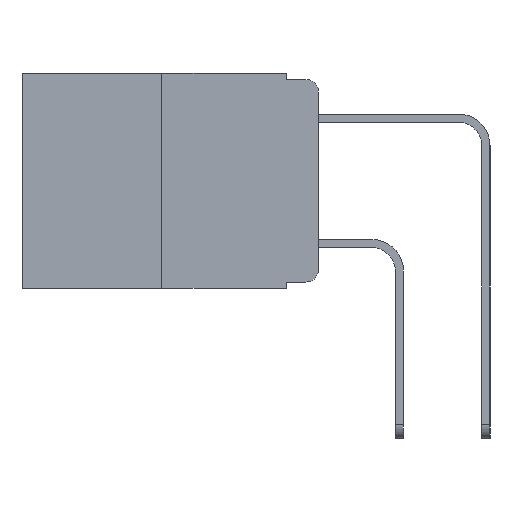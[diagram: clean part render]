
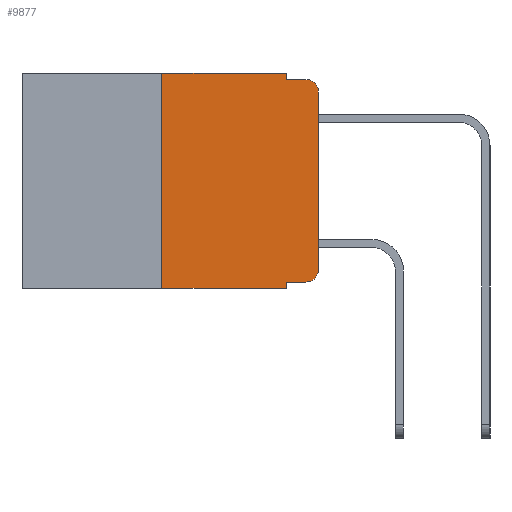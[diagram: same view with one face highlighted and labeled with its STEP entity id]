
A CAD part, left-side view. The second image highlights one B-rep face of the part: STEP entity #9877.
In plain terms, the highlighted planar face has unit normal (-1, 0, 0).
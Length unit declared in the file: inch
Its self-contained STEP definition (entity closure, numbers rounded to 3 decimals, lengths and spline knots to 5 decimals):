
#110 = DIRECTION ( 'NONE',  ( 0., 0., -1. ) ) ;
#293 = DIRECTION ( 'NONE',  ( 0., -1., 0. ) ) ;
#494 = VECTOR ( 'NONE', #15792, 39.37008 ) ;
#937 = CARTESIAN_POINT ( 'NONE',  ( 0., 0., 0. ) ) ;
#1194 = LINE ( 'NONE', #8219, #8082 ) ;
#1295 = DIRECTION ( 'NONE',  ( 1., 0., 0. ) ) ;
#1464 = VECTOR ( 'NONE', #3793, 39.37008 ) ;
#1486 = EDGE_CURVE ( 'NONE', #13111, #16630, #1194, .T. ) ;
#1528 = VECTOR ( 'NONE', #293, 39.37008 ) ;
#1541 = ORIENTED_EDGE ( 'NONE', *, *, #9801, .F. ) ;
#1562 = VECTOR ( 'NONE', #6051, 39.37008 ) ;
#1732 = VERTEX_POINT ( 'NONE', #5999 ) ;
#1840 = AXIS2_PLACEMENT_3D ( 'NONE', #8152, #1295, #10804 ) ;
#2204 = CARTESIAN_POINT ( 'NONE',  ( 0., 0.473, -0.343 ) ) ;
#2365 = DIRECTION ( 'NONE',  ( 0., 0., 1. ) ) ;
#2822 = CARTESIAN_POINT ( 'NONE',  ( 0., 0.051, -0.343 ) ) ;
#2827 = VERTEX_POINT ( 'NONE', #6975 ) ;
#2937 = FACE_OUTER_BOUND ( 'NONE', #9470, .T. ) ;
#3123 = CARTESIAN_POINT ( 'NONE',  ( 0., 0.051, -0.333 ) ) ;
#3125 = CIRCLE ( 'NONE', #10747, 0.02 ) ;
#3284 = CARTESIAN_POINT ( 'NONE',  ( 0., 0.051, -0.01 ) ) ;
#3435 = CARTESIAN_POINT ( 'NONE',  ( 0., 0.02, -0.01 ) ) ;
#3721 = EDGE_CURVE ( 'NONE', #2827, #7011, #3125, .T. ) ;
#3740 = CARTESIAN_POINT ( 'NONE',  ( 0., 0.25, 0. ) ) ;
#3754 = ORIENTED_EDGE ( 'NONE', *, *, #10824, .F. ) ;
#3793 = DIRECTION ( 'NONE',  ( 0., 0., -1. ) ) ;
#4156 = ORIENTED_EDGE ( 'NONE', *, *, #9974, .T. ) ;
#4328 = LINE ( 'NONE', #2204, #11047 ) ;
#4622 = EDGE_CURVE ( 'NONE', #16630, #7011, #8858, .T. ) ;
#5141 = LINE ( 'NONE', #10504, #1464 ) ;
#5198 = LINE ( 'NONE', #15049, #1528 ) ;
#5510 = AXIS2_PLACEMENT_3D ( 'NONE', #16168, #8385, #110 ) ;
#5538 = EDGE_CURVE ( 'NONE', #6216, #7684, #5198, .T. ) ;
#5631 = ORIENTED_EDGE ( 'NONE', *, *, #12612, .F. ) ;
#5704 = CARTESIAN_POINT ( 'NONE',  ( 0., 0., -0.313 ) ) ;
#5999 = CARTESIAN_POINT ( 'NONE',  ( 0., 0.25, -0.343 ) ) ;
#6051 = DIRECTION ( 'NONE',  ( 0., -1., 0. ) ) ;
#6216 = VERTEX_POINT ( 'NONE', #3123 ) ;
#6363 = DIRECTION ( 'NONE',  ( -1., 0., 0. ) ) ;
#6975 = CARTESIAN_POINT ( 'NONE',  ( 0., 0., -0.03 ) ) ;
#7011 = VERTEX_POINT ( 'NONE', #3435 ) ;
#7343 = CARTESIAN_POINT ( 'NONE',  ( 0., 0.25, 0. ) ) ;
#7361 = ORIENTED_EDGE ( 'NONE', *, *, #5538, .T. ) ;
#7560 = CARTESIAN_POINT ( 'NONE',  ( 0., 0.051, -0.01 ) ) ;
#7684 = VERTEX_POINT ( 'NONE', #8945 ) ;
#8082 = VECTOR ( 'NONE', #9566, 39.37008 ) ;
#8152 = CARTESIAN_POINT ( 'NONE',  ( 0., 0.473, 0. ) ) ;
#8219 = CARTESIAN_POINT ( 'NONE',  ( 0., 0.051, 0. ) ) ;
#8385 = DIRECTION ( 'NONE',  ( -1., 0., 0. ) ) ;
#8708 = LINE ( 'NONE', #7343, #15623 ) ;
#8858 = LINE ( 'NONE', #7560, #1562 ) ;
#8945 = CARTESIAN_POINT ( 'NONE',  ( 0., 0.02, -0.333 ) ) ;
#9015 = DIRECTION ( 'NONE',  ( 0., -1., 0. ) ) ;
#9124 = LINE ( 'NONE', #937, #15620 ) ;
#9268 = ORIENTED_EDGE ( 'NONE', *, *, #16163, .T. ) ;
#9470 = EDGE_LOOP ( 'NONE', ( #14952, #12289, #16540, #11077, #1541, #5631, #9268, #3754, #7361, #4156 ) ) ;
#9566 = DIRECTION ( 'NONE',  ( 0., 0., -1. ) ) ;
#9723 = EDGE_CURVE ( 'NONE', #13093, #2827, #9124, .T. ) ;
#9801 = EDGE_CURVE ( 'NONE', #14348, #13111, #11355, .T. ) ;
#9877 = ADVANCED_FACE ( 'NONE', ( #2937 ), #15947, .F. ) ;
#9974 = EDGE_CURVE ( 'NONE', #7684, #13093, #11555, .T. ) ;
#10504 = CARTESIAN_POINT ( 'NONE',  ( 0., 0.051, 0. ) ) ;
#10747 = AXIS2_PLACEMENT_3D ( 'NONE', #14283, #6363, #15563 ) ;
#10804 = DIRECTION ( 'NONE',  ( 0., 0., -1. ) ) ;
#10824 = EDGE_CURVE ( 'NONE', #6216, #14534, #5141, .T. ) ;
#11047 = VECTOR ( 'NONE', #9015, 39.37008 ) ;
#11077 = ORIENTED_EDGE ( 'NONE', *, *, #1486, .F. ) ;
#11355 = LINE ( 'NONE', #14506, #494 ) ;
#11555 = CIRCLE ( 'NONE', #5510, 0.02 ) ;
#12289 = ORIENTED_EDGE ( 'NONE', *, *, #3721, .T. ) ;
#12612 = EDGE_CURVE ( 'NONE', #1732, #14348, #8708, .T. ) ;
#13093 = VERTEX_POINT ( 'NONE', #5704 ) ;
#13111 = VERTEX_POINT ( 'NONE', #13715 ) ;
#13715 = CARTESIAN_POINT ( 'NONE',  ( 0., 0.051, 0. ) ) ;
#14283 = CARTESIAN_POINT ( 'NONE',  ( 0., 0.02, -0.03 ) ) ;
#14348 = VERTEX_POINT ( 'NONE', #3740 ) ;
#14506 = CARTESIAN_POINT ( 'NONE',  ( 0., 0.473, 0. ) ) ;
#14534 = VERTEX_POINT ( 'NONE', #2822 ) ;
#14952 = ORIENTED_EDGE ( 'NONE', *, *, #9723, .T. ) ;
#15049 = CARTESIAN_POINT ( 'NONE',  ( 0., 0.051, -0.333 ) ) ;
#15563 = DIRECTION ( 'NONE',  ( 0., 0., -1. ) ) ;
#15620 = VECTOR ( 'NONE', #2365, 39.37008 ) ;
#15623 = VECTOR ( 'NONE', #16483, 39.37008 ) ;
#15792 = DIRECTION ( 'NONE',  ( 0., -1., 0. ) ) ;
#15947 = PLANE ( 'NONE',  #1840 ) ;
#16163 = EDGE_CURVE ( 'NONE', #1732, #14534, #4328, .T. ) ;
#16168 = CARTESIAN_POINT ( 'NONE',  ( 0., 0.02, -0.313 ) ) ;
#16483 = DIRECTION ( 'NONE',  ( 0., 0., 1. ) ) ;
#16540 = ORIENTED_EDGE ( 'NONE', *, *, #4622, .F. ) ;
#16630 = VERTEX_POINT ( 'NONE', #3284 ) ;
